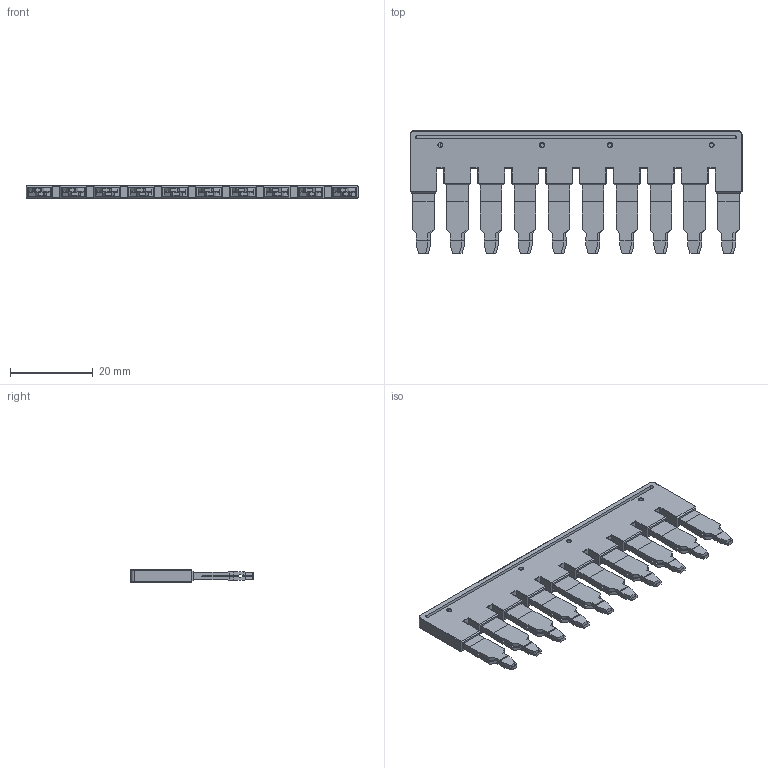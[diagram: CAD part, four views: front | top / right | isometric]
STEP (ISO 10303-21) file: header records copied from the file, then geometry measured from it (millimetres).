
FILE_DESCRIPTION((''),'2;1');
FILE_NAME('5YB585088_ASM','2023-11-15T',('Administrator'),(''),'PRO/ENGINEER BY PARAMETRIC TECHNOLOGY CORPORATION, 2013230','PRO/ENGINEER BY PARAMETRIC TECHNOLOGY CORPORATION, 2013230','');
FILE_SCHEMA(('CONFIG_CONTROL_DESIGN'));
Length unit declared in the file: millimetre
Products named in the file (1): 5YB585088_ASM
Bounding box: 80.3 x 29.7 x 3 mm (x, y, z)
Volume: 4025.8 mm3; surface area: 6168.8 mm2
Topology: 1 solids, 43 shells, 702 faces, 1728 edges, 1132 vertices
Faces by surface type: plane 524, cylinder 156, cone 18, torus 4
Entity records: 20498 total; most frequent: CARTESIAN_POINT 3988, ORIENTED_EDGE 3456, DIRECTION 3198, EDGE_CURVE 1728, VECTOR 1382, LINE 1382, VERTEX_POINT 1132, AXIS2_PLACEMENT_3D 908
